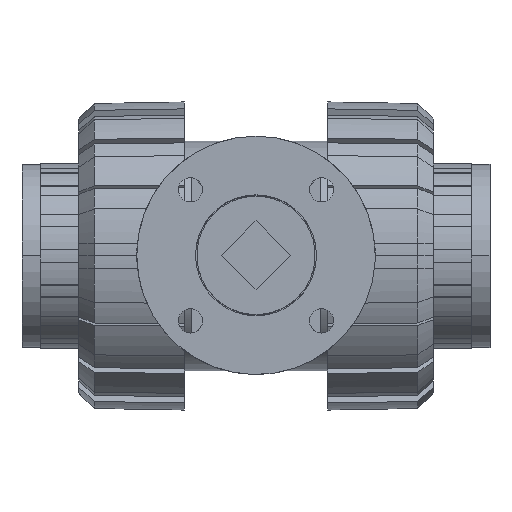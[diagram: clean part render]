
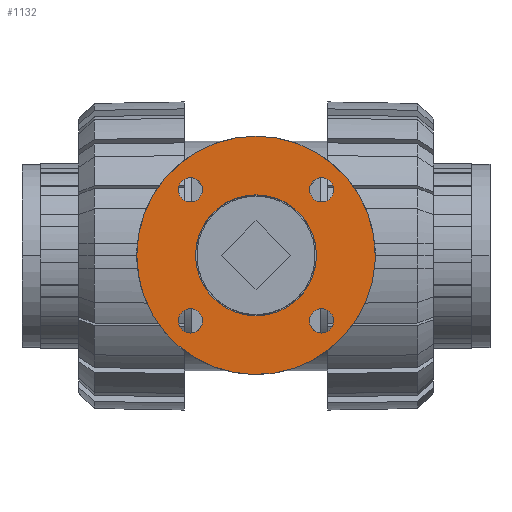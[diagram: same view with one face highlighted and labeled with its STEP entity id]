
A CAD part, top view. The second image highlights one B-rep face of the part: STEP entity #1132.
In plain terms, the highlighted planar face has unit normal (0, 0, 1).
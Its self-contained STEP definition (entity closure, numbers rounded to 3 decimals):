
#1132=ADVANCED_FACE('',(#2573,#2574,#2575,#2576,#2577,#2578),#2579,.T.);
#2573=FACE_BOUND('',#4456,.T.);
#2574=FACE_BOUND('',#4457,.T.);
#2575=FACE_BOUND('',#4458,.T.);
#2576=FACE_BOUND('',#4459,.T.);
#2577=FACE_BOUND('',#4460,.T.);
#2578=FACE_OUTER_BOUND('',#4461,.T.);
#2579=PLANE('',#4462);
#4456=EDGE_LOOP('',(#7044,#7045));
#4457=EDGE_LOOP('',(#7046,#7047));
#4458=EDGE_LOOP('',(#7048,#7049));
#4459=EDGE_LOOP('',(#7050,#7051));
#4460=EDGE_LOOP('',(#7052,#7053));
#4461=EDGE_LOOP('',(#7054,#7055,#7056));
#4462=AXIS2_PLACEMENT_3D('',#7057,#7058,#7059);
#7044=ORIENTED_EDGE('',*,*,#12092,.T.);
#7045=ORIENTED_EDGE('',*,*,#11985,.T.);
#7046=ORIENTED_EDGE('',*,*,#11962,.T.);
#7047=ORIENTED_EDGE('',*,*,#12126,.T.);
#7048=ORIENTED_EDGE('',*,*,#11957,.T.);
#7049=ORIENTED_EDGE('',*,*,#12128,.T.);
#7050=ORIENTED_EDGE('',*,*,#11952,.T.);
#7051=ORIENTED_EDGE('',*,*,#12130,.T.);
#7052=ORIENTED_EDGE('',*,*,#11947,.T.);
#7053=ORIENTED_EDGE('',*,*,#12132,.T.);
#7054=ORIENTED_EDGE('',*,*,#11907,.T.);
#7055=ORIENTED_EDGE('',*,*,#12270,.T.);
#7056=ORIENTED_EDGE('',*,*,#11908,.T.);
#7057=CARTESIAN_POINT('',(0.0,0.0,131.0));
#7058=DIRECTION('',(0.0,0.0,1.0));
#7059=DIRECTION('',(-1.0,0.0,0.0));
#11907=EDGE_CURVE('',#14265,#14262,#14266,.T.);
#11908=EDGE_CURVE('',#14267,#14265,#14268,.T.);
#11947=EDGE_CURVE('',#14333,#14337,#14339,.T.);
#11952=EDGE_CURVE('',#14342,#14346,#14348,.T.);
#11957=EDGE_CURVE('',#14351,#14355,#14357,.T.);
#11962=EDGE_CURVE('',#14360,#14364,#14366,.T.);
#11985=EDGE_CURVE('',#14407,#14404,#14408,.T.);
#12092=EDGE_CURVE('',#14404,#14407,#14583,.T.);
#12126=EDGE_CURVE('',#14364,#14360,#14624,.T.);
#12128=EDGE_CURVE('',#14355,#14351,#14626,.T.);
#12130=EDGE_CURVE('',#14346,#14342,#14628,.T.);
#12132=EDGE_CURVE('',#14337,#14333,#14630,.T.);
#12270=EDGE_CURVE('',#14262,#14267,#14821,.T.);
#14262=VERTEX_POINT('',#17742);
#14265=VERTEX_POINT('',#17746);
#14266=CIRCLE('',#17747,27.0);
#14267=VERTEX_POINT('',#17748);
#14268=CIRCLE('',#17749,27.0);
#14333=VERTEX_POINT('',#17937);
#14337=VERTEX_POINT('',#17942);
#14339=CIRCLE('',#17945,2.75);
#14342=VERTEX_POINT('',#17948);
#14346=VERTEX_POINT('',#17953);
#14348=CIRCLE('',#17956,2.75);
#14351=VERTEX_POINT('',#17959);
#14355=VERTEX_POINT('',#17964);
#14357=CIRCLE('',#17967,2.75);
#14360=VERTEX_POINT('',#17970);
#14364=VERTEX_POINT('',#17975);
#14366=CIRCLE('',#17978,2.75);
#14404=VERTEX_POINT('',#18024);
#14407=VERTEX_POINT('',#18028);
#14408=CIRCLE('',#18029,13.7);
#14583=CIRCLE('',#18246,13.7);
#14624=CIRCLE('',#18295,2.75);
#14626=CIRCLE('',#18297,2.75);
#14628=CIRCLE('',#18299,2.75);
#14630=CIRCLE('',#18301,2.75);
#14821=CIRCLE('',#18670,27.0);
#17742=CARTESIAN_POINT('',(27.0,0.,131.0));
#17746=CARTESIAN_POINT('',(26.958,-1.5,131.0));
#17747=AXIS2_PLACEMENT_3D('',#24835,#24836,#24837);
#17748=CARTESIAN_POINT('',(-27.0,0.,131.0));
#17749=AXIS2_PLACEMENT_3D('',#24838,#24839,#24840);
#17937=CARTESIAN_POINT('',(17.6,14.85,131.0));
#17942=CARTESIAN_POINT('',(12.1,14.85,131.0));
#17945=AXIS2_PLACEMENT_3D('',#24895,#24896,#24897);
#17948=CARTESIAN_POINT('',(17.6,-14.85,131.0));
#17953=CARTESIAN_POINT('',(12.1,-14.85,131.0));
#17956=AXIS2_PLACEMENT_3D('',#24903,#24904,#24905);
#17959=CARTESIAN_POINT('',(-12.1,14.85,131.0));
#17964=CARTESIAN_POINT('',(-17.6,14.85,131.0));
#17967=AXIS2_PLACEMENT_3D('',#24911,#24912,#24913);
#17970=CARTESIAN_POINT('',(-12.1,-14.85,131.0));
#17975=CARTESIAN_POINT('',(-17.6,-14.85,131.0));
#17978=AXIS2_PLACEMENT_3D('',#24919,#24920,#24921);
#18024=CARTESIAN_POINT('',(13.7,0.0,131.0));
#18028=CARTESIAN_POINT('',(-13.7,0.,131.0));
#18029=AXIS2_PLACEMENT_3D('',#24955,#24956,#24957);
#18246=AXIS2_PLACEMENT_3D('',#25141,#25142,#25143);
#18295=AXIS2_PLACEMENT_3D('',#25197,#25198,#25199);
#18297=AXIS2_PLACEMENT_3D('',#25200,#25201,#25202);
#18299=AXIS2_PLACEMENT_3D('',#25203,#25204,#25205);
#18301=AXIS2_PLACEMENT_3D('',#25206,#25207,#25208);
#18670=AXIS2_PLACEMENT_3D('',#25355,#25356,#25357);
#24835=CARTESIAN_POINT('',(0.0,0.0,131.0));
#24836=DIRECTION('',(0.0,0.0,1.0));
#24837=DIRECTION('',(1.0,0.0,0.0));
#24838=CARTESIAN_POINT('',(0.0,0.0,131.0));
#24839=DIRECTION('',(0.0,0.0,1.0));
#24840=DIRECTION('',(1.0,0.0,0.0));
#24895=CARTESIAN_POINT('',(14.85,14.85,131.0));
#24896=DIRECTION('',(0.0,0.0,-1.0));
#24897=DIRECTION('',(1.0,0.0,0.0));
#24903=CARTESIAN_POINT('',(14.85,-14.85,131.0));
#24904=DIRECTION('',(0.0,0.0,-1.0));
#24905=DIRECTION('',(1.0,0.0,0.0));
#24911=CARTESIAN_POINT('',(-14.85,14.85,131.0));
#24912=DIRECTION('',(0.0,0.0,-1.0));
#24913=DIRECTION('',(1.0,0.0,0.0));
#24919=CARTESIAN_POINT('',(-14.85,-14.85,131.0));
#24920=DIRECTION('',(0.0,0.0,-1.0));
#24921=DIRECTION('',(1.0,0.0,0.0));
#24955=CARTESIAN_POINT('',(0.0,0.0,131.0));
#24956=DIRECTION('',(0.0,0.0,-1.0));
#24957=DIRECTION('',(1.0,0.0,0.0));
#25141=CARTESIAN_POINT('',(0.0,0.0,131.0));
#25142=DIRECTION('',(0.0,0.0,-1.0));
#25143=DIRECTION('',(1.0,0.0,0.0));
#25197=CARTESIAN_POINT('',(-14.85,-14.85,131.0));
#25198=DIRECTION('',(0.0,0.0,-1.0));
#25199=DIRECTION('',(1.0,0.0,0.0));
#25200=CARTESIAN_POINT('',(-14.85,14.85,131.0));
#25201=DIRECTION('',(0.0,0.0,-1.0));
#25202=DIRECTION('',(1.0,0.0,0.0));
#25203=CARTESIAN_POINT('',(14.85,-14.85,131.0));
#25204=DIRECTION('',(0.0,0.0,-1.0));
#25205=DIRECTION('',(1.0,0.0,0.0));
#25206=CARTESIAN_POINT('',(14.85,14.85,131.0));
#25207=DIRECTION('',(0.0,0.0,-1.0));
#25208=DIRECTION('',(1.0,0.0,0.0));
#25355=CARTESIAN_POINT('',(0.0,0.0,131.0));
#25356=DIRECTION('',(0.0,0.0,1.0));
#25357=DIRECTION('',(1.0,0.0,0.0));
